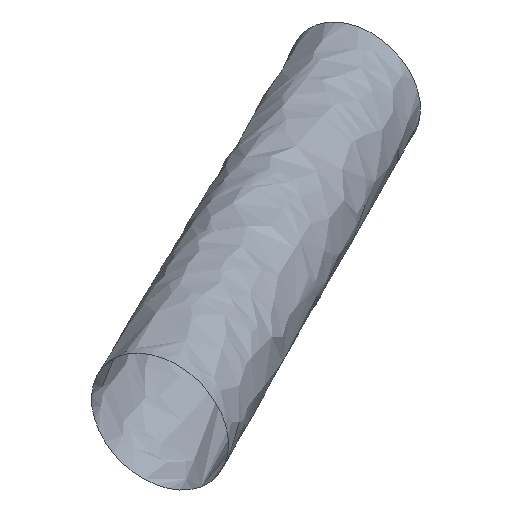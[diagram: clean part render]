
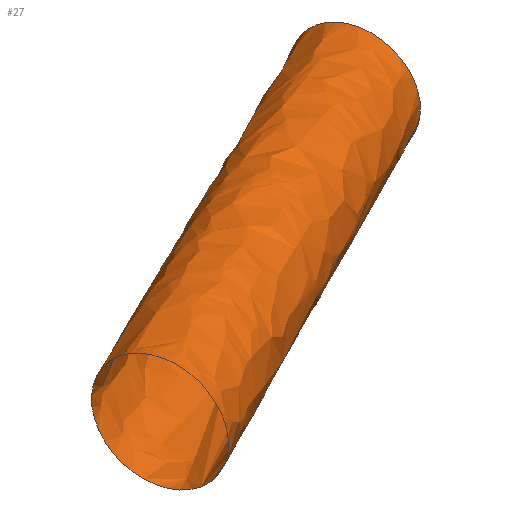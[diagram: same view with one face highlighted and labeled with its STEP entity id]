
A CAD part, isometric view. The second image highlights one B-rep face of the part: STEP entity #27.
In plain terms, the highlighted free-form (B-spline) face has degree [1, 2] with [2, 9] control points.
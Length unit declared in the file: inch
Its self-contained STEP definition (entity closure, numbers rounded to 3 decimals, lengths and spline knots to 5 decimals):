
#12=FACE_OUTER_BOUND('',#13,.T.);
#13=EDGE_LOOP('',(#22,#23,#24,#25));
#14=B_SPLINE_CURVE_WITH_KNOTS('',1,(#73,#74),.UNSPECIFIED.,.F.,.F.,(2,2),
(-11.35917,-0.00054),.UNSPECIFIED.);
#15=CIRCLE('',#43,0.1875);
#16=CIRCLE('',#44,0.19685);
#17=VERTEX_POINT('',#70);
#18=VERTEX_POINT('',#72);
#19=EDGE_CURVE('',#17,#17,#15,.T.);
#20=EDGE_CURVE('',#17,#18,#14,.T.);
#21=EDGE_CURVE('',#18,#18,#16,.T.);
#22=ORIENTED_EDGE('',*,*,#19,.T.);
#23=ORIENTED_EDGE('',*,*,#20,.T.);
#24=ORIENTED_EDGE('',*,*,#21,.T.);
#25=ORIENTED_EDGE('',*,*,#20,.F.);
#26=(
BOUNDED_SURFACE()
B_SPLINE_SURFACE(1,2,((#52,#53,#54,#55,#56,#57,#58,#59,#60),(#61,#62,#63,
#64,#65,#66,#67,#68,#69)),.UNSPECIFIED.,.F.,.T.,.F.)
B_SPLINE_SURFACE_WITH_KNOTS((2,2),(3,2,2,2,3),(-0.38362,11.72549),
(-3.14159,-1.5708,0.,1.5708,3.14159),
 .UNSPECIFIED.)
GEOMETRIC_REPRESENTATION_ITEM()
RATIONAL_B_SPLINE_SURFACE(((1.,0.707,1.,0.707,1.,
0.707,1.,0.707,1.),(1.,0.707,1.,0.707,
1.,0.707,1.,0.707,1.)))
REPRESENTATION_ITEM('')
SURFACE()
);
#27=ADVANCED_FACE('',(#12),#26,.F.);
#43=AXIS2_PLACEMENT_3D('',#71,#47,#48);
#44=AXIS2_PLACEMENT_3D('',#75,#49,#50);
#47=DIRECTION('center_axis',(-0.966,-0.259,0.));
#48=DIRECTION('ref_axis',(0.,0.,-1.));
#49=DIRECTION('center_axis',(0.966,0.259,0.));
#50=DIRECTION('ref_axis',(0.,0.,-1.));
#52=CARTESIAN_POINT('Ctrl Pts',(0.7021,-8.20706,-3.9063));
#53=CARTESIAN_POINT('Ctrl Pts',(0.60267,-8.09187,-4.00963));
#54=CARTESIAN_POINT('Ctrl Pts',(0.57194,-7.97719,-3.85223));
#55=CARTESIAN_POINT('Ctrl Pts',(0.54121,-7.8625,-3.69482));
#56=CARTESIAN_POINT('Ctrl Pts',(0.64064,-7.97768,-3.59148));
#57=CARTESIAN_POINT('Ctrl Pts',(0.74008,-8.09286,-3.48815));
#58=CARTESIAN_POINT('Ctrl Pts',(0.77081,-8.20755,-3.64555));
#59=CARTESIAN_POINT('Ctrl Pts',(0.80154,-8.32224,-3.80296));
#60=CARTESIAN_POINT('Ctrl Pts',(0.7021,-8.20706,-3.9063));
#61=CARTESIAN_POINT('Ctrl Pts',(2.67116,-6.96379,-4.41526));
#62=CARTESIAN_POINT('Ctrl Pts',(2.57675,-6.85443,-4.51337));
#63=CARTESIAN_POINT('Ctrl Pts',(2.54758,-6.74554,-4.36392));
#64=CARTESIAN_POINT('Ctrl Pts',(2.5184,-6.63665,-4.21447));
#65=CARTESIAN_POINT('Ctrl Pts',(2.61281,-6.74601,-4.11636));
#66=CARTESIAN_POINT('Ctrl Pts',(2.70722,-6.85536,-4.01825));
#67=CARTESIAN_POINT('Ctrl Pts',(2.7364,-6.96425,-4.16769));
#68=CARTESIAN_POINT('Ctrl Pts',(2.76557,-7.07315,-4.31714));
#69=CARTESIAN_POINT('Ctrl Pts',(2.67116,-6.96379,-4.41526));
#70=CARTESIAN_POINT('',(2.6116,-7.0014,-4.39986));
#71=CARTESIAN_POINT('Origin',(2.58243,-6.89255,-4.25));
#72=CARTESIAN_POINT('',(0.76457,-8.16761,-3.92244));
#73=CARTESIAN_POINT('Ctrl Pts',(2.6116,-7.0014,-4.39986));
#74=CARTESIAN_POINT('Ctrl Pts',(0.76457,-8.16761,-3.92244));
#75=CARTESIAN_POINT('Origin',(0.73395,-8.05334,-3.76511));
